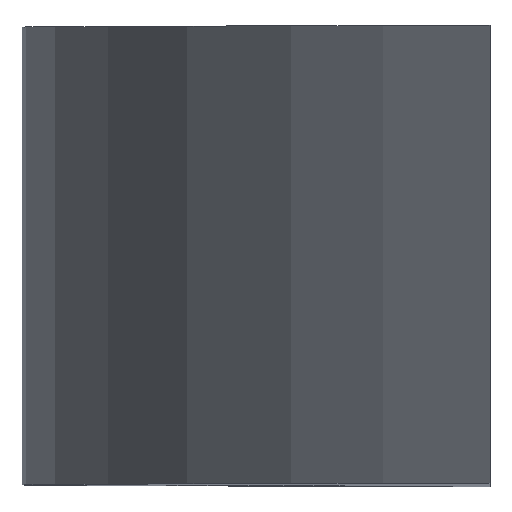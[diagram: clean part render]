
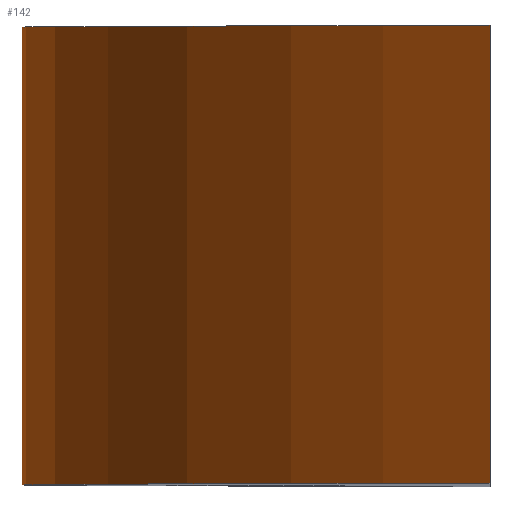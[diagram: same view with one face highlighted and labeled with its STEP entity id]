
A CAD part, top view. The second image highlights one B-rep face of the part: STEP entity #142.
In plain terms, the highlighted free-form (B-spline) face has degree [2, 1] with [3, 2] control points.
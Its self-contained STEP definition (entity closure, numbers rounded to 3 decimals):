
#3 = ORIENTED_EDGE ( 'NONE', *, *, #17, .F. ) ;
#17 = EDGE_CURVE ( 'NONE', #104, #152, #131, .T. ) ;
#22 = CARTESIAN_POINT ( 'NONE',  ( 3., 0., -12.5 ) ) ;
#25 = CARTESIAN_POINT ( 'NONE',  ( 3., 0., 12.5 ) ) ;
#27 = VERTEX_POINT ( 'NONE', #206 ) ;
#31 = CARTESIAN_POINT ( 'NONE',  ( 3., 0., -12.5 ) ) ;
#33 = VERTEX_POINT ( 'NONE', #31 ) ;
#41 = ORIENTED_EDGE ( 'NONE', *, *, #178, .T. ) ;
#67 = LINE ( 'NONE', #93, #88 ) ;
#72 = CARTESIAN_POINT ( 'NONE',  ( 3., 0., 12.5 ) ) ;
#74 = DIRECTION ( 'NONE',  ( 0., -1., 0. ) ) ;
#88 = VECTOR ( 'NONE', #173, 1000. ) ;
#93 = CARTESIAN_POINT ( 'NONE',  ( 3., 5.85, -12.5 ) ) ;
#104 = VERTEX_POINT ( 'NONE', #209 ) ;
#113 = EDGE_CURVE ( 'NONE', #33, #27, #198, .T. ) ;
#114 = ORIENTED_EDGE ( 'NONE', *, *, #222, .F. ) ;
#115 = VECTOR ( 'NONE', #74, 1000. ) ;
#116 = CARTESIAN_POINT ( 'NONE',  ( 3., 5.85, 12.5 ) ) ;
#122 = CARTESIAN_POINT ( 'NONE',  ( -9., 0., 0. ) ) ;
#125 = FACE_OUTER_BOUND ( 'NONE', #167, .T. ) ;
#131 = B_SPLINE_CURVE_WITH_KNOTS ( 'NONE', 2,
 ( #138, #161, #116 ),
 .UNSPECIFIED., .F., .F.,
 ( 3, 3 ),
 ( 0., 1. ),
 .UNSPECIFIED. ) ;
#134 = ORIENTED_EDGE ( 'NONE', *, *, #113, .T. ) ;
#138 = CARTESIAN_POINT ( 'NONE',  ( 3., 5.85, -12.5 ) ) ;
#142 = ADVANCED_FACE ( 'NONE', ( #125 ), #163, .F. ) ;
#152 = VERTEX_POINT ( 'NONE', #232 ) ;
#161 = CARTESIAN_POINT ( 'NONE',  ( -9., 5.85, 0. ) ) ;
#163 = B_SPLINE_SURFACE_WITH_KNOTS ( 'NONE', 2, 1, ( 
 ( #190, #22 ),
 ( #194, #212 ),
 ( #215, #72 ) ),
 .UNSPECIFIED., .F., .F., .F.,
 ( 3, 3 ),
 ( 2, 2 ),
 ( 0., 1. ),
 ( 0., 1. ),
 .UNSPECIFIED. ) ;
#167 = EDGE_LOOP ( 'NONE', ( #134, #114, #3, #41 ) ) ;
#173 = DIRECTION ( 'NONE',  ( 0., -1., 0. ) ) ;
#178 = EDGE_CURVE ( 'NONE', #104, #33, #67, .T. ) ;
#190 = CARTESIAN_POINT ( 'NONE',  ( 3., 5.85, -12.5 ) ) ;
#194 = CARTESIAN_POINT ( 'NONE',  ( -9., 5.85, 0. ) ) ;
#197 = CARTESIAN_POINT ( 'NONE',  ( 3., 5.85, 12.5 ) ) ;
#198 = B_SPLINE_CURVE_WITH_KNOTS ( 'NONE', 2,
 ( #234, #122, #25 ),
 .UNSPECIFIED., .F., .F.,
 ( 3, 3 ),
 ( 0., 1. ),
 .UNSPECIFIED. ) ;
#206 = CARTESIAN_POINT ( 'NONE',  ( 3., 0., 12.5 ) ) ;
#209 = CARTESIAN_POINT ( 'NONE',  ( 3., 5.85, -12.5 ) ) ;
#212 = CARTESIAN_POINT ( 'NONE',  ( -9., 0., 0. ) ) ;
#215 = CARTESIAN_POINT ( 'NONE',  ( 3., 5.85, 12.5 ) ) ;
#222 = EDGE_CURVE ( 'NONE', #152, #27, #231, .T. ) ;
#231 = LINE ( 'NONE', #197, #115 ) ;
#232 = CARTESIAN_POINT ( 'NONE',  ( 3., 5.85, 12.5 ) ) ;
#234 = CARTESIAN_POINT ( 'NONE',  ( 3., 0., -12.5 ) ) ;
